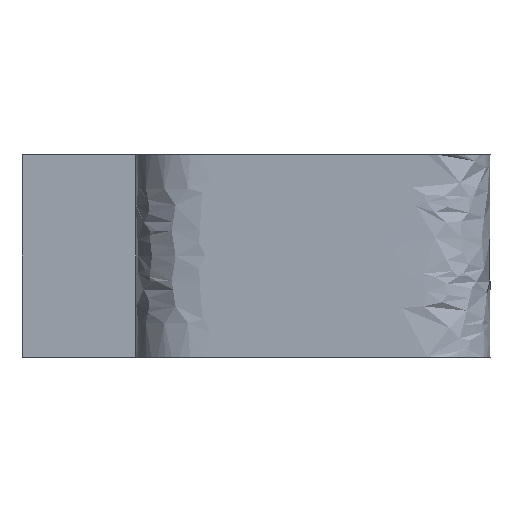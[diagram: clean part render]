
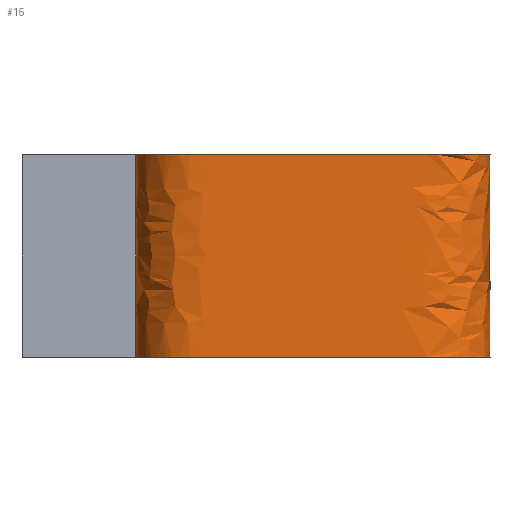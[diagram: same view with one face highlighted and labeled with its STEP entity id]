
A CAD part, left-side view. The second image highlights one B-rep face of the part: STEP entity #15.
In plain terms, the highlighted free-form (B-spline) face has degree [2, 1] with [17, 2] control points.
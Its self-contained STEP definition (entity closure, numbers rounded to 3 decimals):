
#15=ADVANCED_FACE($,(#34),#234,.T.);
#34=FACE_OUTER_BOUND($,#52,.T.);
#52=EDGE_LOOP($,(#84,#85,#86,#87));
#84=ORIENTED_EDGE($,*,*,#189,.T.);
#85=ORIENTED_EDGE($,*,*,#177,.T.);
#86=ORIENTED_EDGE($,*,*,#161,.F.);
#87=ORIENTED_EDGE($,*,*,#165,.F.);
#161=EDGE_CURVE($,#204,#206,#258,.T.);
#165=EDGE_CURVE($,#208,#204,#253,.T.);
#177=EDGE_CURVE($,#220,#206,#254,.T.);
#189=EDGE_CURVE($,#208,#220,#283,.T.);
#204=VERTEX_POINT($,#650);
#206=VERTEX_POINT($,#652);
#208=VERTEX_POINT($,#654);
#220=VERTEX_POINT($,#666);
#234=(
BOUNDED_SURFACE()
B_SPLINE_SURFACE(2,1,((#567,#568),(#569,#570),(#571,#572),(#573,#574),(#575,
#576),(#577,#578),(#579,#580),(#581,#582),(#583,#584),(#585,#586),(#587,
#588),(#589,#590),(#591,#592),(#593,#594),(#595,#596),(#597,#598),(#599,
#600)),.UNSPECIFIED.,.F.,.F.,.F.)
B_SPLINE_SURFACE_WITH_KNOTS((3,2,2,2,2,2,2,2,3),(2,2),(-171.437,
-168.312,-167.527,-158.527,-157.741,-152.741,
-151.956,-142.956,-142.848),(0.,8.),.UNSPECIFIED.)
GEOMETRIC_REPRESENTATION_ITEM()
RATIONAL_B_SPLINE_SURFACE(((1.,1.),(1.,1.),(1.,1.),(0.707,0.707),
(1.,1.),(1.,1.),(1.,1.),(0.707,0.707),(1.,1.),(1.,
1.),(1.,1.),(0.707,0.707),(1.,1.),(1.,1.),(1.,1.),
(0.96,0.96),(0.931,0.931)))
REPRESENTATION_ITEM($)
SURFACE()
);
#253=(
BOUNDED_CURVE()
B_SPLINE_CURVE(2,(#444,#445,#446,#447,#448,#449,#450,#451,#452,#453,#454,
#455,#456,#457,#458,#459,#460),.UNSPECIFIED.,.F.,.F.)
B_SPLINE_CURVE_WITH_KNOTS((3,2,2,2,2,2,2,2,3),(142.848,142.956,
151.956,152.741,157.741,158.527,167.527,
168.312,171.437),.UNSPECIFIED.)
CURVE()
GEOMETRIC_REPRESENTATION_ITEM()
RATIONAL_B_SPLINE_CURVE((1.,0.995,1.,1.,1.,0.707,
1.,1.,1.,0.707,1.,1.,1.,0.707,1.,1.,1.))
REPRESENTATION_ITEM($)
);
#254=(
BOUNDED_CURVE()
B_SPLINE_CURVE(2,(#483,#484,#485,#486,#487,#488,#489,#490,#491,#492,#493,
#494,#495,#496,#497,#498,#499),.UNSPECIFIED.,.F.,.F.)
B_SPLINE_CURVE_WITH_KNOTS((3,2,2,2,2,2,2,2,3),(142.848,142.956,
151.956,152.741,157.741,158.527,167.527,
168.312,171.437),.UNSPECIFIED.)
CURVE()
GEOMETRIC_REPRESENTATION_ITEM()
RATIONAL_B_SPLINE_CURVE((1.,0.995,1.,1.,1.,0.707,
1.,1.,1.,0.707,1.,1.,1.,0.707,1.,1.,1.))
REPRESENTATION_ITEM($)
);
#258=B_SPLINE_CURVE_WITH_KNOTS($,1,(#429,#430),.UNSPECIFIED.,.F.,.F.,(2,
2),(0.,8.),.UNSPECIFIED.);
#283=B_SPLINE_CURVE_WITH_KNOTS($,1,(#522,#523),.UNSPECIFIED.,.F.,.F.,(2,
2),(0.,8.),.UNSPECIFIED.);
#429=CARTESIAN_POINT($,(151.973,0.,0.));
#430=CARTESIAN_POINT($,(151.973,0.,8.));
#444=CARTESIAN_POINT($,(155.922,-2.,0.));
#445=CARTESIAN_POINT($,(155.973,-2.247,0.));
#446=CARTESIAN_POINT($,(155.973,-2.5,0.));
#447=CARTESIAN_POINT($,(155.973,-7.,0.));
#448=CARTESIAN_POINT($,(155.973,-11.5,0.));
#449=CARTESIAN_POINT($,(155.973,-14.,0.));
#450=CARTESIAN_POINT($,(153.473,-14.,0.));
#451=CARTESIAN_POINT($,(152.973,-14.,0.));
#452=CARTESIAN_POINT($,(144.473,-14.,0.));
#453=CARTESIAN_POINT($,(141.973,-14.,0.));
#454=CARTESIAN_POINT($,(141.973,-11.5,0.));
#455=CARTESIAN_POINT($,(141.973,-7.,0.));
#456=CARTESIAN_POINT($,(141.973,-2.5,0.));
#457=CARTESIAN_POINT($,(141.973,0.,0.));
#458=CARTESIAN_POINT($,(144.473,0.,0.));
#459=CARTESIAN_POINT($,(149.785,0.,0.));
#460=CARTESIAN_POINT($,(151.973,0.,0.));
#483=CARTESIAN_POINT($,(155.922,-2.,8.));
#484=CARTESIAN_POINT($,(155.973,-2.247,8.));
#485=CARTESIAN_POINT($,(155.973,-2.5,8.));
#486=CARTESIAN_POINT($,(155.973,-7.,8.));
#487=CARTESIAN_POINT($,(155.973,-11.5,8.));
#488=CARTESIAN_POINT($,(155.973,-14.,8.));
#489=CARTESIAN_POINT($,(153.473,-14.,8.));
#490=CARTESIAN_POINT($,(152.973,-14.,8.));
#491=CARTESIAN_POINT($,(144.473,-14.,8.));
#492=CARTESIAN_POINT($,(141.973,-14.,8.));
#493=CARTESIAN_POINT($,(141.973,-11.5,8.));
#494=CARTESIAN_POINT($,(141.973,-7.,8.));
#495=CARTESIAN_POINT($,(141.973,-2.5,8.));
#496=CARTESIAN_POINT($,(141.973,0.,8.));
#497=CARTESIAN_POINT($,(144.473,0.,8.));
#498=CARTESIAN_POINT($,(149.785,0.,8.));
#499=CARTESIAN_POINT($,(151.973,0.,8.));
#522=CARTESIAN_POINT($,(155.922,-2.,0.));
#523=CARTESIAN_POINT($,(155.922,-2.,8.));
#567=CARTESIAN_POINT($,(151.973,0.,0.));
#568=CARTESIAN_POINT($,(151.973,0.,8.));
#569=CARTESIAN_POINT($,(149.785,0.,0.));
#570=CARTESIAN_POINT($,(149.785,0.,8.));
#571=CARTESIAN_POINT($,(144.473,0.,0.));
#572=CARTESIAN_POINT($,(144.473,0.,8.));
#573=CARTESIAN_POINT($,(141.973,0.,0.));
#574=CARTESIAN_POINT($,(141.973,0.,8.));
#575=CARTESIAN_POINT($,(141.973,-2.5,0.));
#576=CARTESIAN_POINT($,(141.973,-2.5,8.));
#577=CARTESIAN_POINT($,(141.973,-7.,0.));
#578=CARTESIAN_POINT($,(141.973,-7.,8.));
#579=CARTESIAN_POINT($,(141.973,-11.5,0.));
#580=CARTESIAN_POINT($,(141.973,-11.5,8.));
#581=CARTESIAN_POINT($,(141.973,-14.,0.));
#582=CARTESIAN_POINT($,(141.973,-14.,8.));
#583=CARTESIAN_POINT($,(144.473,-14.,0.));
#584=CARTESIAN_POINT($,(144.473,-14.,8.));
#585=CARTESIAN_POINT($,(152.973,-14.,0.));
#586=CARTESIAN_POINT($,(152.973,-14.,8.));
#587=CARTESIAN_POINT($,(153.473,-14.,0.));
#588=CARTESIAN_POINT($,(153.473,-14.,8.));
#589=CARTESIAN_POINT($,(155.973,-14.,0.));
#590=CARTESIAN_POINT($,(155.973,-14.,8.));
#591=CARTESIAN_POINT($,(155.973,-11.5,0.));
#592=CARTESIAN_POINT($,(155.973,-11.5,8.));
#593=CARTESIAN_POINT($,(155.973,-7.,0.));
#594=CARTESIAN_POINT($,(155.973,-7.,8.));
#595=CARTESIAN_POINT($,(155.973,-2.5,0.));
#596=CARTESIAN_POINT($,(155.973,-2.5,8.));
#597=CARTESIAN_POINT($,(155.973,-2.247,0.));
#598=CARTESIAN_POINT($,(155.973,-2.247,8.));
#599=CARTESIAN_POINT($,(155.922,-2.,0.));
#600=CARTESIAN_POINT($,(155.922,-2.,8.));
#650=CARTESIAN_POINT($,(151.973,0.,0.));
#652=CARTESIAN_POINT($,(151.973,0.,8.));
#654=CARTESIAN_POINT($,(155.922,-2.,0.));
#666=CARTESIAN_POINT($,(155.922,-2.,8.));
